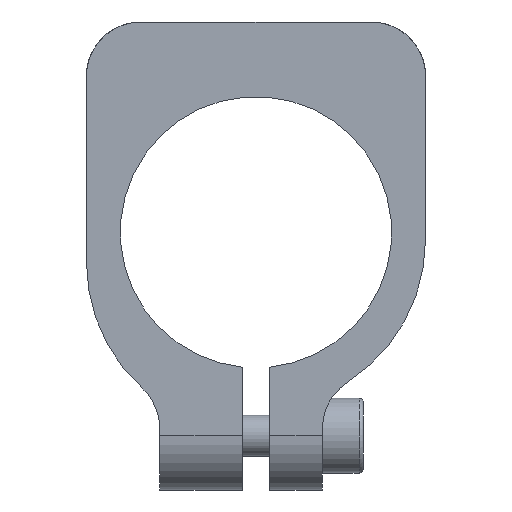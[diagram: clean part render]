
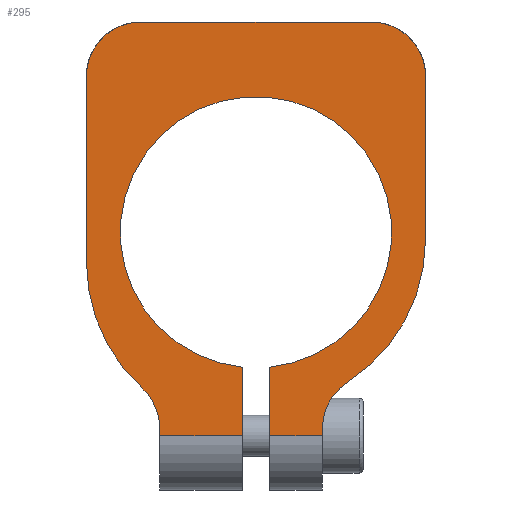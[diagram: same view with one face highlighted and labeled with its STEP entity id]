
A CAD part, front view. The second image highlights one B-rep face of the part: STEP entity #295.
In plain terms, the highlighted planar face has unit normal (0, -1, 0).
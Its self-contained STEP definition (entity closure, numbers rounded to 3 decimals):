
#295=ADVANCED_FACE('',(#493),#494,.T.);
#493=FACE_OUTER_BOUND('',#682,.T.);
#494=PLANE('',#683);
#682=EDGE_LOOP('',(#985,#986,#987,#988,#989,#990,#991,#992,#993,#994,#995,#996,#997,#998,#999,#1000));
#683=AXIS2_PLACEMENT_3D('',#1001,#1002,#1003);
#985=ORIENTED_EDGE('',*,*,#1310,.F.);
#986=ORIENTED_EDGE('',*,*,#1314,.T.);
#987=ORIENTED_EDGE('',*,*,#1315,.T.);
#988=ORIENTED_EDGE('',*,*,#1316,.T.);
#989=ORIENTED_EDGE('',*,*,#1317,.T.);
#990=ORIENTED_EDGE('',*,*,#1318,.T.);
#991=ORIENTED_EDGE('',*,*,#1270,.T.);
#992=ORIENTED_EDGE('',*,*,#1319,.T.);
#993=ORIENTED_EDGE('',*,*,#1320,.T.);
#994=ORIENTED_EDGE('',*,*,#1321,.T.);
#995=ORIENTED_EDGE('',*,*,#1322,.T.);
#996=ORIENTED_EDGE('',*,*,#1323,.T.);
#997=ORIENTED_EDGE('',*,*,#1324,.T.);
#998=ORIENTED_EDGE('',*,*,#1325,.T.);
#999=ORIENTED_EDGE('',*,*,#1301,.F.);
#1000=ORIENTED_EDGE('',*,*,#1326,.F.);
#1001=CARTESIAN_POINT('',(0.0,0.0,0.0));
#1002=DIRECTION('',(0.0,-1.0,0.0));
#1003=DIRECTION('',(1.0,0.0,0.0));
#1270=EDGE_CURVE('',#1481,#1479,#1482,.T.);
#1301=EDGE_CURVE('',#1528,#1529,#1530,.T.);
#1310=EDGE_CURVE('',#1544,#1546,#1547,.T.);
#1314=EDGE_CURVE('',#1544,#1552,#1553,.T.);
#1315=EDGE_CURVE('',#1552,#1554,#1555,.T.);
#1316=EDGE_CURVE('',#1554,#1556,#1557,.F.);
#1317=EDGE_CURVE('',#1556,#1558,#1559,.T.);
#1318=EDGE_CURVE('',#1558,#1481,#1560,.T.);
#1319=EDGE_CURVE('',#1479,#1561,#1562,.T.);
#1320=EDGE_CURVE('',#1561,#1563,#1564,.T.);
#1321=EDGE_CURVE('',#1563,#1565,#1566,.T.);
#1322=EDGE_CURVE('',#1565,#1567,#1568,.T.);
#1323=EDGE_CURVE('',#1567,#1569,#1570,.F.);
#1324=EDGE_CURVE('',#1569,#1571,#1572,.T.);
#1325=EDGE_CURVE('',#1571,#1529,#1573,.T.);
#1326=EDGE_CURVE('',#1546,#1528,#1574,.T.);
#1479=VERTEX_POINT('',#1790);
#1481=VERTEX_POINT('',#1793);
#1482=CIRCLE('',#1794,4.0);
#1528=VERTEX_POINT('',#1907);
#1529=VERTEX_POINT('',#1908);
#1530=LINE('',#1909,#1910);
#1544=VERTEX_POINT('',#1926);
#1546=VERTEX_POINT('',#1928);
#1547=LINE('',#1929,#1930);
#1552=VERTEX_POINT('',#1937);
#1553=LINE('',#1938,#1939);
#1554=VERTEX_POINT('',#1940);
#1555=LINE('',#1941,#1942);
#1556=VERTEX_POINT('',#1943);
#1557=CIRCLE('',#1944,4.0);
#1558=VERTEX_POINT('',#1945);
#1559=CIRCLE('',#1946,12.5);
#1560=LINE('',#1947,#1948);
#1561=VERTEX_POINT('',#1949);
#1562=LINE('',#1950,#1951);
#1563=VERTEX_POINT('',#1952);
#1564=CIRCLE('',#1953,4.0);
#1565=VERTEX_POINT('',#1954);
#1566=LINE('',#1955,#1956);
#1567=VERTEX_POINT('',#1957);
#1568=CIRCLE('',#1958,12.5);
#1569=VERTEX_POINT('',#1959);
#1570=CIRCLE('',#1960,4.0);
#1571=VERTEX_POINT('',#1961);
#1572=LINE('',#1962,#1963);
#1573=LINE('',#1964,#1965);
#1574=CIRCLE('',#1966,10.0);
#1790=CARTESIAN_POINT('',(8.5,0.0,15.5));
#1793=CARTESIAN_POINT('',(12.5,0.0,11.5));
#1794=AXIS2_PLACEMENT_3D('',#2126,#2127,#2128);
#1907=CARTESIAN_POINT('',(-1.0,0.0,-9.95));
#1908=CARTESIAN_POINT('',(-1.0,0.0,-15.0));
#1909=CARTESIAN_POINT('',(-1.0,0.0,0.));
#1910=VECTOR('',#2167,1.0);
#1926=CARTESIAN_POINT('',(1.0,0.0,-15.0));
#1928=CARTESIAN_POINT('',(1.0,0.0,-9.95));
#1929=CARTESIAN_POINT('',(1.0,0.0,0.));
#1930=VECTOR('',#2185,1.0);
#1937=CARTESIAN_POINT('',(4.9,0.0,-15.0));
#1938=CARTESIAN_POINT('',(4.0,0.0,-15.0));
#1939=VECTOR('',#2188,1.0);
#1940=CARTESIAN_POINT('',(4.9,0.0,-14.431));
#1941=CARTESIAN_POINT('',(4.9,0.0,-14.5));
#1942=VECTOR('',#2189,1.0);
#1943=CARTESIAN_POINT('',(6.742,0.0,-11.063));
#1944=AXIS2_PLACEMENT_3D('',#2190,#2191,#2192);
#1945=CARTESIAN_POINT('',(12.5,0.0,-0.537));
#1946=AXIS2_PLACEMENT_3D('',#2193,#2194,#2195);
#1947=CARTESIAN_POINT('',(12.5,0.0,8.0));
#1948=VECTOR('',#2196,1.0);
#1949=CARTESIAN_POINT('',(-8.5,0.0,15.5));
#1950=CARTESIAN_POINT('',(0.0,0.0,15.5));
#1951=VECTOR('',#2197,1.0);
#1952=CARTESIAN_POINT('',(-12.5,0.0,11.5));
#1953=AXIS2_PLACEMENT_3D('',#2198,#2199,#2200);
#1954=CARTESIAN_POINT('',(-12.5,0.0,-2.223));
#1955=CARTESIAN_POINT('',(-12.5,0.0,8.0));
#1956=VECTOR('',#2201,1.0);
#1957=CARTESIAN_POINT('',(-8.409,0.0,-11.471));
#1958=AXIS2_PLACEMENT_3D('',#2202,#2203,#2204);
#1959=CARTESIAN_POINT('',(-7.1,0.0,-14.431));
#1960=AXIS2_PLACEMENT_3D('',#2205,#2206,#2207);
#1961=CARTESIAN_POINT('',(-7.1,0.0,-15.0));
#1962=CARTESIAN_POINT('',(-7.1,0.0,-14.5));
#1963=VECTOR('',#2208,1.0);
#1964=CARTESIAN_POINT('',(-1.0,0.0,-15.0));
#1965=VECTOR('',#2209,1.0);
#1966=AXIS2_PLACEMENT_3D('',#2210,#2211,#2212);
#2126=CARTESIAN_POINT('',(8.5,0.0,11.5));
#2127=DIRECTION('',(0.0,-1.0,0.0));
#2128=DIRECTION('',(0.0,0.0,-1.0));
#2167=DIRECTION('',(0.,0.0,-1.0));
#2185=DIRECTION('',(0.,0.0,1.0));
#2188=DIRECTION('',(1.0,0.0,0.0));
#2189=DIRECTION('',(0.,0.0,1.0));
#2190=CARTESIAN_POINT('',(8.9,0.0,-14.431));
#2191=DIRECTION('',(0.0,-1.0,0.0));
#2192=DIRECTION('',(0.0,0.0,-1.0));
#2193=CARTESIAN_POINT('',(0.,0.0,-0.537));
#2194=DIRECTION('',(0.0,-1.0,0.0));
#2195=DIRECTION('',(0.0,0.0,-1.0));
#2196=DIRECTION('',(0.,0.0,1.0));
#2197=DIRECTION('',(-1.0,0.0,0.0));
#2198=CARTESIAN_POINT('',(-8.5,0.0,11.5));
#2199=DIRECTION('',(0.0,-1.0,0.0));
#2200=DIRECTION('',(0.0,0.0,-1.0));
#2201=DIRECTION('',(0.,0.0,-1.0));
#2202=CARTESIAN_POINT('',(0.,0.0,-2.223));
#2203=DIRECTION('',(0.0,-1.0,0.0));
#2204=DIRECTION('',(0.0,0.0,-1.0));
#2205=CARTESIAN_POINT('',(-11.1,0.0,-14.431));
#2206=DIRECTION('',(0.0,-1.0,0.0));
#2207=DIRECTION('',(0.0,0.0,-1.0));
#2208=DIRECTION('',(0.,0.0,-1.0));
#2209=DIRECTION('',(1.0,0.0,0.0));
#2210=CARTESIAN_POINT('',(0.0,0.0,0.0));
#2211=DIRECTION('',(0.0,-1.0,0.0));
#2212=DIRECTION('',(1.0,0.0,0.0));
